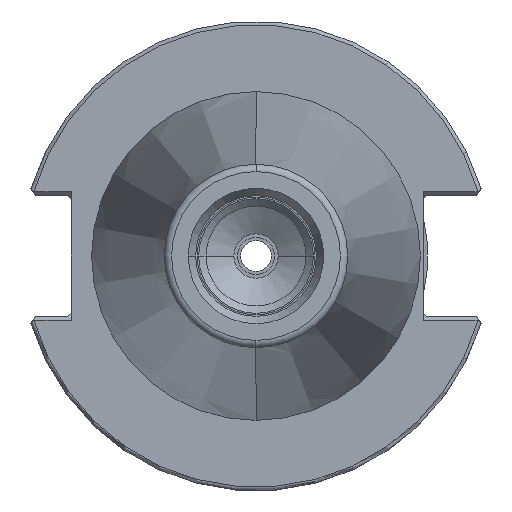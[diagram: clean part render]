
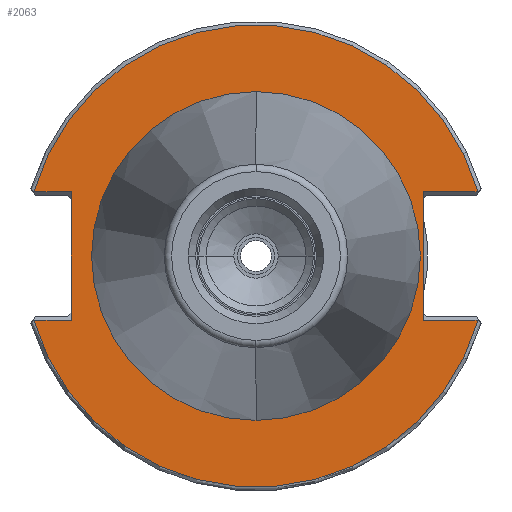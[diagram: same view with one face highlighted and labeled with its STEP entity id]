
A CAD part, left-side view. The second image highlights one B-rep face of the part: STEP entity #2063.
In plain terms, the highlighted planar face has unit normal (-1, 0, 0).
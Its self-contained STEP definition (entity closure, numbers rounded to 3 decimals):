
#116=CARTESIAN_POINT('',(3.175,0.,0.));
#117=DIRECTION('',(1.,0.,0.));
#118=DIRECTION('',(0.,1.,0.));
#119=AXIS2_PLACEMENT_3D('',#116,#117,#118);
#121=CARTESIAN_POINT('',(3.175,0.,0.));
#122=DIRECTION('',(1.,0.,0.));
#123=DIRECTION('',(0.,-1.,0.));
#124=AXIS2_PLACEMENT_3D('',#121,#122,#123);
#126=DIRECTION('',(0.,-1.,0.));
#127=VECTOR('',#126,5.017);
#128=CARTESIAN_POINT('',(3.175,30.017,8.69));
#129=LINE('',#128,#127);
#130=DIRECTION('',(0.,-1.,0.));
#131=VECTOR('',#130,7.417);
#132=CARTESIAN_POINT('',(3.175,-22.6,8.69));
#133=LINE('',#132,#131);
#134=DIRECTION('',(0.,1.,0.));
#135=VECTOR('',#134,7.417);
#136=CARTESIAN_POINT('',(3.175,-30.017,-8.69));
#137=LINE('',#136,#135);
#138=DIRECTION('',(0.,1.,0.));
#139=VECTOR('',#138,5.017);
#140=CARTESIAN_POINT('',(3.175,25.,-8.69));
#141=LINE('',#140,#139);
#168=DIRECTION('',(0.,0.,-1.));
#169=VECTOR('',#168,17.38);
#170=CARTESIAN_POINT('',(3.175,25.,8.69));
#171=LINE('',#170,#169);
#912=DIRECTION('',(0.,0.,1.));
#913=VECTOR('',#912,17.38);
#914=CARTESIAN_POINT('',(3.175,-22.6,-8.69));
#915=LINE('',#914,#913);
#1038=CARTESIAN_POINT('',(3.175,0.,0.));
#1039=DIRECTION('',(-1.,0.,0.));
#1040=DIRECTION('',(0.,0.961,-0.278));
#1041=AXIS2_PLACEMENT_3D('',#1038,#1039,#1040);
#1110=CARTESIAN_POINT('',(3.175,0.,0.));
#1111=DIRECTION('',(-1.,0.,0.));
#1112=DIRECTION('',(0.,-0.961,0.278));
#1113=AXIS2_PLACEMENT_3D('',#1110,#1111,#1112);
#1596=CARTESIAN_POINT('',(3.175,22.2,0.));
#1597=CARTESIAN_POINT('',(3.175,-22.2,0.));
#1598=VERTEX_POINT('',#1596);
#1599=VERTEX_POINT('',#1597);
#1652=CARTESIAN_POINT('',(3.175,30.017,8.69));
#1653=CARTESIAN_POINT('',(3.175,25.,8.69));
#1654=VERTEX_POINT('',#1652);
#1655=VERTEX_POINT('',#1653);
#1660=CARTESIAN_POINT('',(3.175,25.,-8.69));
#1661=CARTESIAN_POINT('',(3.175,30.017,-8.69));
#1662=VERTEX_POINT('',#1660);
#1663=VERTEX_POINT('',#1661);
#1668=CARTESIAN_POINT('',(3.175,-22.6,8.69));
#1669=CARTESIAN_POINT('',(3.175,-30.017,8.69));
#1670=VERTEX_POINT('',#1668);
#1671=VERTEX_POINT('',#1669);
#1676=CARTESIAN_POINT('',(3.175,-30.017,
-8.69));
#1677=CARTESIAN_POINT('',(3.175,-22.6,-8.69));
#1678=VERTEX_POINT('',#1676);
#1679=VERTEX_POINT('',#1677);
#2036=CARTESIAN_POINT('',(3.175,0.,0.));
#2037=DIRECTION('',(1.,0.,0.));
#2038=DIRECTION('',(0.,0.,1.));
#2039=AXIS2_PLACEMENT_3D('',#2036,#2037,#2038);
#2040=PLANE('',#2039);
#2042=ORIENTED_EDGE('',*,*,#2041,.F.);
#2044=ORIENTED_EDGE('',*,*,#2043,.F.);
#2046=ORIENTED_EDGE('',*,*,#2045,.F.);
#2048=ORIENTED_EDGE('',*,*,#2047,.F.);
#2050=ORIENTED_EDGE('',*,*,#2049,.F.);
#2052=ORIENTED_EDGE('',*,*,#2051,.F.);
#2054=ORIENTED_EDGE('',*,*,#2053,.F.);
#2056=ORIENTED_EDGE('',*,*,#2055,.F.);
#2057=EDGE_LOOP('',(#2042,#2044,#2046,#2048,#2050,#2052,#2054,#2056));
#2058=FACE_OUTER_BOUND('',#2057,.F.);
#2059=ORIENTED_EDGE('',*,*,#1989,.F.);
#2060=ORIENTED_EDGE('',*,*,#2004,.F.);
#2061=EDGE_LOOP('',(#2059,#2060));
#2062=FACE_BOUND('',#2061,.F.);
#2063=ADVANCED_FACE('',(#2058,#2062),#2040,.F.);
#120=CIRCLE('',#119,22.2);
#125=CIRCLE('',#124,22.2);
#1042=CIRCLE('',#1041,31.25);
#1114=CIRCLE('',#1113,31.25);
#1989=EDGE_CURVE('',#1598,#1599,#120,.T.);
#2004=EDGE_CURVE('',#1599,#1598,#125,.T.);
#2041=EDGE_CURVE('',#1654,#1655,#129,.T.);
#2043=EDGE_CURVE('',#1671,#1654,#1114,.T.);
#2045=EDGE_CURVE('',#1670,#1671,#133,.T.);
#2047=EDGE_CURVE('',#1679,#1670,#915,.T.);
#2049=EDGE_CURVE('',#1678,#1679,#137,.T.);
#2051=EDGE_CURVE('',#1663,#1678,#1042,.T.);
#2053=EDGE_CURVE('',#1662,#1663,#141,.T.);
#2055=EDGE_CURVE('',#1655,#1662,#171,.T.);
